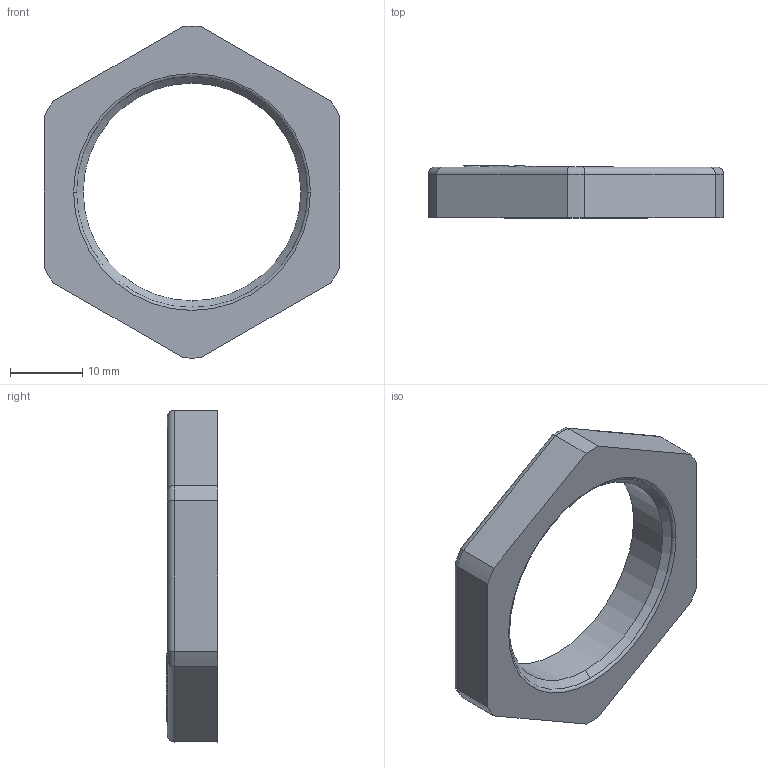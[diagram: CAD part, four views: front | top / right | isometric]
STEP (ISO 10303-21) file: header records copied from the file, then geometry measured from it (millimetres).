
FILE_DESCRIPTION(('CoCreate Modeling STEP Export'),'2;1');
FILE_NAME('0074052_1-2048949.step','2013-12-10T 9:37:45',(''),(''),'CoCreate Modeling STEP processor for AP214 (Solid Model)','CoCreate Modeling 16.00B 02-Dec-2008 (C) Parametric Technology GmbH','');
FILE_SCHEMA(('AUTOMOTIVE_DESIGN { 1 0 10303 214 1 1 1 1 }'));
Length unit declared in the file: millimetre
Products named in the file (1): Gegenmutter
Bounding box: 41 x 7.2 x 45.99 mm (x, y, z)
Volume: 5048 mm3; surface area: 3003.7 mm2
Topology: 1 solids, 1 shells, 176 faces, 489 edges, 322 vertices
Faces by surface type: plane 128, cylinder 38, torus 8, cone 2
Entity records: 6239 total; most frequent: CARTESIAN_POINT 1748, ORIENTED_EDGE 978, DIRECTION 847, EDGE_CURVE 489, VECTOR 397, LINE 397, VERTEX_POINT 322, AXIS2_PLACEMENT_3D 225
